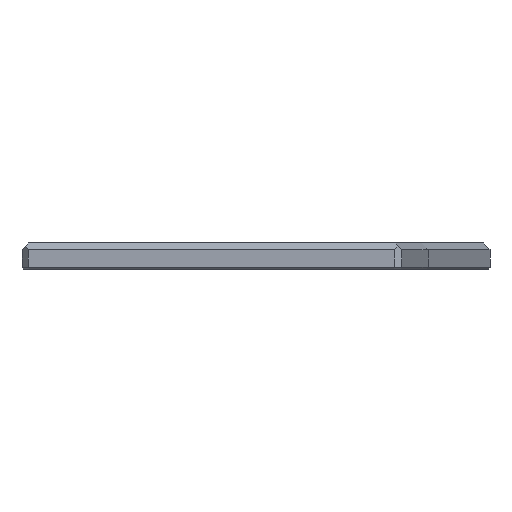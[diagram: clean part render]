
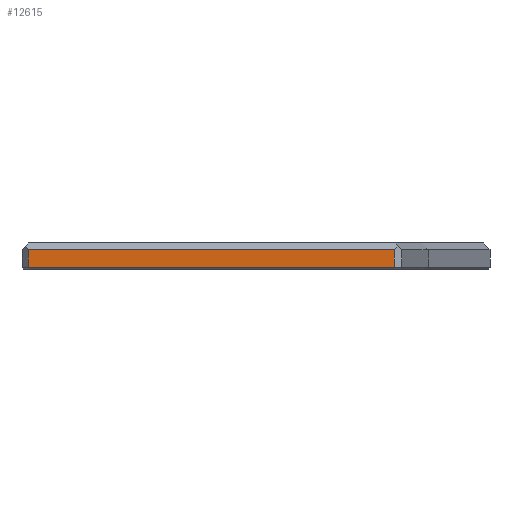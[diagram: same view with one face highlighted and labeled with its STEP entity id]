
A CAD part, left-side view. The second image highlights one B-rep face of the part: STEP entity #12615.
In plain terms, the highlighted planar face has unit normal (-0.996, 0.087, 0).
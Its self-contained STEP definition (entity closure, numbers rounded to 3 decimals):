
#1128=FACE_OUTER_BOUND('',#1969,.T.);
#1969=EDGE_LOOP('',(#9173,#9174,#9175,#9176));
#2989=LINE('',#19845,#4327);
#3015=LINE('',#19898,#4353);
#3018=LINE('',#19904,#4356);
#3019=LINE('',#19905,#4357);
#4327=VECTOR('',#15673,10.);
#4353=VECTOR('',#15725,10.);
#4356=VECTOR('',#15730,10.);
#4357=VECTOR('',#15731,10.);
#5782=VERTEX_POINT('',#19839);
#5783=VERTEX_POINT('',#19843);
#5797=VERTEX_POINT('',#19897);
#5799=VERTEX_POINT('',#19903);
#6975=EDGE_CURVE('',#5783,#5782,#2989,.T.);
#7001=EDGE_CURVE('',#5782,#5797,#3015,.T.);
#7004=EDGE_CURVE('',#5799,#5783,#3018,.T.);
#7005=EDGE_CURVE('',#5797,#5799,#3019,.T.);
#9173=ORIENTED_EDGE('',*,*,#6975,.F.);
#9174=ORIENTED_EDGE('',*,*,#7004,.F.);
#9175=ORIENTED_EDGE('',*,*,#7005,.F.);
#9176=ORIENTED_EDGE('',*,*,#7001,.F.);
#12158=PLANE('',#13673);
#12615=ADVANCED_FACE('',(#1128),#12158,.T.);
#13673=AXIS2_PLACEMENT_3D('',#19902,#15728,#15729);
#15673=DIRECTION('',(0.087,0.996,0.));
#15725=DIRECTION('',(0.,0.,1.));
#15728=DIRECTION('center_axis',(-0.996,0.087,0.));
#15729=DIRECTION('ref_axis',(-0.087,-0.996,0.));
#15730=DIRECTION('',(0.,0.,-1.));
#15731=DIRECTION('',(-0.087,-0.996,0.));
#19839=CARTESIAN_POINT('',(-41.357,35.737,7.1));
#19843=CARTESIAN_POINT('',(-50.962,-74.044,7.1));
#19845=CARTESIAN_POINT('',(-44.053,4.929,7.1));
#19897=CARTESIAN_POINT('',(-41.357,35.737,12.4));
#19898=CARTESIAN_POINT('',(-41.357,35.737,6.6));
#19902=CARTESIAN_POINT('Origin',(-42.228,25.782,6.6));
#19903=CARTESIAN_POINT('',(-50.962,-74.044,12.4));
#19904=CARTESIAN_POINT('',(-50.962,-74.044,6.6));
#19905=CARTESIAN_POINT('',(-44.053,4.929,12.4));
